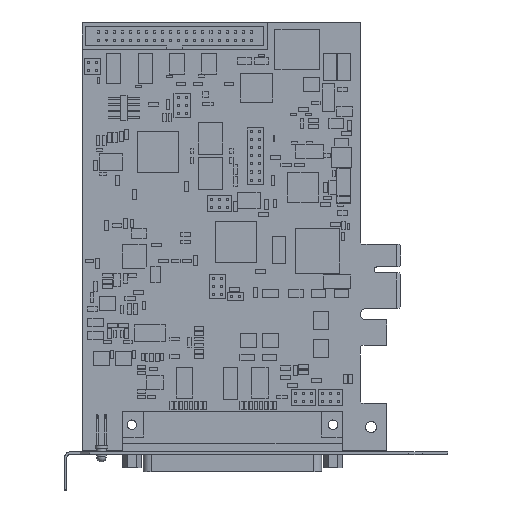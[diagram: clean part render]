
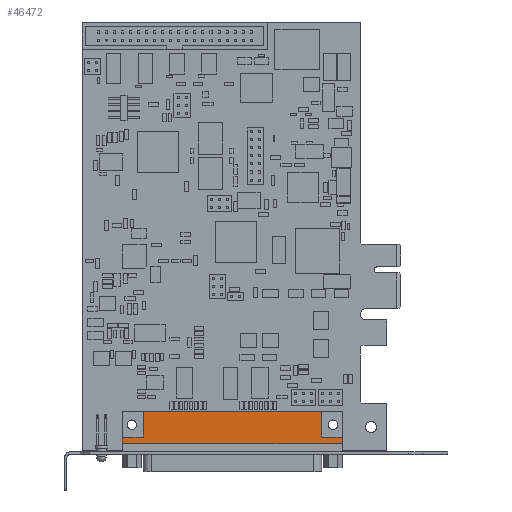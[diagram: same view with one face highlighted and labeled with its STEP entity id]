
A CAD part, top view. The second image highlights one B-rep face of the part: STEP entity #46472.
In plain terms, the highlighted planar face has unit normal (0, 0, 1).
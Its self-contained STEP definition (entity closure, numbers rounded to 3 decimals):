
#540 = CARTESIAN_POINT ( 'NONE',  ( -438.62, 122.122, 12.2 ) ) ;
#545 = DIRECTION ( 'NONE',  ( 0., -1., 0. ) ) ;
#638 = CARTESIAN_POINT ( 'NONE',  ( -445.12, 130.122, 12.2 ) ) ;
#1209 = LINE ( 'NONE', #36069, #13627 ) ;
#3786 = CARTESIAN_POINT ( 'NONE',  ( -382.32, 122.122, 12.2 ) ) ;
#4758 = VECTOR ( 'NONE', #59313, 1000. ) ;
#6420 = DIRECTION ( 'NONE',  ( -1., 0., 0. ) ) ;
#7362 = CARTESIAN_POINT ( 'NONE',  ( -445.12, 120.022, 12.2 ) ) ;
#8581 = LINE ( 'NONE', #31221, #26925 ) ;
#8969 = EDGE_CURVE ( 'NONE', #48779, #15922, #8581, .T. ) ;
#10352 = VERTEX_POINT ( 'NONE', #540 ) ;
#10507 = LINE ( 'NONE', #45024, #34182 ) ;
#11255 = CARTESIAN_POINT ( 'NONE',  ( -438.62, 122.122, 12.2 ) ) ;
#12695 = DIRECTION ( 'NONE',  ( 0., -1., 0. ) ) ;
#12795 = CARTESIAN_POINT ( 'NONE',  ( -445.12, 122.122, 12.2 ) ) ;
#13627 = VECTOR ( 'NONE', #12695, 1000. ) ;
#14609 = EDGE_LOOP ( 'NONE', ( #57461, #25929, #67846, #42124, #16661, #33349, #44322, #19356 ) ) ;
#15922 = VERTEX_POINT ( 'NONE', #17591 ) ;
#16661 = ORIENTED_EDGE ( 'NONE', *, *, #49982, .T. ) ;
#17591 = CARTESIAN_POINT ( 'NONE',  ( -382.32, 130.122, 12.2 ) ) ;
#18297 = CARTESIAN_POINT ( 'NONE',  ( -438.62, 130.122, 12.2 ) ) ;
#19104 = LINE ( 'NONE', #30213, #34357 ) ;
#19356 = ORIENTED_EDGE ( 'NONE', *, *, #69326, .F. ) ;
#19965 = EDGE_CURVE ( 'NONE', #28684, #34477, #19104, .T. ) ;
#21326 = DIRECTION ( 'NONE',  ( 1., 0., 0. ) ) ;
#23733 = VECTOR ( 'NONE', #545, 1000. ) ;
#24642 = DIRECTION ( 'NONE',  ( 1., 0., 0. ) ) ;
#25522 = LINE ( 'NONE', #7362, #4758 ) ;
#25640 = DIRECTION ( 'NONE',  ( 0., 1., 0. ) ) ;
#25929 = ORIENTED_EDGE ( 'NONE', *, *, #8969, .T. ) ;
#25942 = EDGE_CURVE ( 'NONE', #41132, #48779, #10507, .T. ) ;
#26925 = VECTOR ( 'NONE', #25640, 1000. ) ;
#28684 = VERTEX_POINT ( 'NONE', #29598 ) ;
#29598 = CARTESIAN_POINT ( 'NONE',  ( -445.12, 120.022, 12.2 ) ) ;
#30213 = CARTESIAN_POINT ( 'NONE',  ( -445.12, 120.022, 12.2 ) ) ;
#31221 = CARTESIAN_POINT ( 'NONE',  ( -382.32, 122.122, 12.2 ) ) ;
#32582 = EDGE_CURVE ( 'NONE', #56638, #15922, #44307, .T. ) ;
#33349 = ORIENTED_EDGE ( 'NONE', *, *, #43737, .F. ) ;
#34182 = VECTOR ( 'NONE', #45372, 1000. ) ;
#34357 = VECTOR ( 'NONE', #24642, 1000. ) ;
#34477 = VERTEX_POINT ( 'NONE', #44504 ) ;
#34789 = FACE_OUTER_BOUND ( 'NONE', #14609, .T. ) ;
#36069 = CARTESIAN_POINT ( 'NONE',  ( -375.82, 122.122, 12.2 ) ) ;
#37683 = VECTOR ( 'NONE', #6420, 1000. ) ;
#40713 = DIRECTION ( 'NONE',  ( 0., 0., -1. ) ) ;
#41132 = VERTEX_POINT ( 'NONE', #42159 ) ;
#42124 = ORIENTED_EDGE ( 'NONE', *, *, #45589, .T. ) ;
#42159 = CARTESIAN_POINT ( 'NONE',  ( -375.82, 122.122, 12.2 ) ) ;
#43737 = EDGE_CURVE ( 'NONE', #28684, #60673, #25522, .T. ) ;
#44307 = LINE ( 'NONE', #72132, #61667 ) ;
#44322 = ORIENTED_EDGE ( 'NONE', *, *, #19965, .T. ) ;
#44504 = CARTESIAN_POINT ( 'NONE',  ( -375.82, 120.022, 12.2 ) ) ;
#45024 = CARTESIAN_POINT ( 'NONE',  ( -375.82, 122.122, 12.2 ) ) ;
#45372 = DIRECTION ( 'NONE',  ( -1., 0., 0. ) ) ;
#45589 = EDGE_CURVE ( 'NONE', #56638, #10352, #62906, .T. ) ;
#46472 = ADVANCED_FACE ( 'NONE', ( #34789 ), #51479, .F. ) ;
#48779 = VERTEX_POINT ( 'NONE', #3786 ) ;
#49982 = EDGE_CURVE ( 'NONE', #10352, #60673, #62095, .T. ) ;
#51479 = PLANE ( 'NONE',  #56804 ) ;
#56638 = VERTEX_POINT ( 'NONE', #18297 ) ;
#56804 = AXIS2_PLACEMENT_3D ( 'NONE', #638, #40713, #63345 ) ;
#57461 = ORIENTED_EDGE ( 'NONE', *, *, #25942, .T. ) ;
#59313 = DIRECTION ( 'NONE',  ( 0., 1., 0. ) ) ;
#60673 = VERTEX_POINT ( 'NONE', #12795 ) ;
#61667 = VECTOR ( 'NONE', #21326, 1000. ) ;
#62095 = LINE ( 'NONE', #11255, #37683 ) ;
#62906 = LINE ( 'NONE', #68443, #23733 ) ;
#63345 = DIRECTION ( 'NONE',  ( 1., 0., 0. ) ) ;
#67846 = ORIENTED_EDGE ( 'NONE', *, *, #32582, .F. ) ;
#68443 = CARTESIAN_POINT ( 'NONE',  ( -438.62, 130.122, 12.2 ) ) ;
#69326 = EDGE_CURVE ( 'NONE', #41132, #34477, #1209, .T. ) ;
#72132 = CARTESIAN_POINT ( 'NONE',  ( -438.62, 130.122, 12.2 ) ) ;
